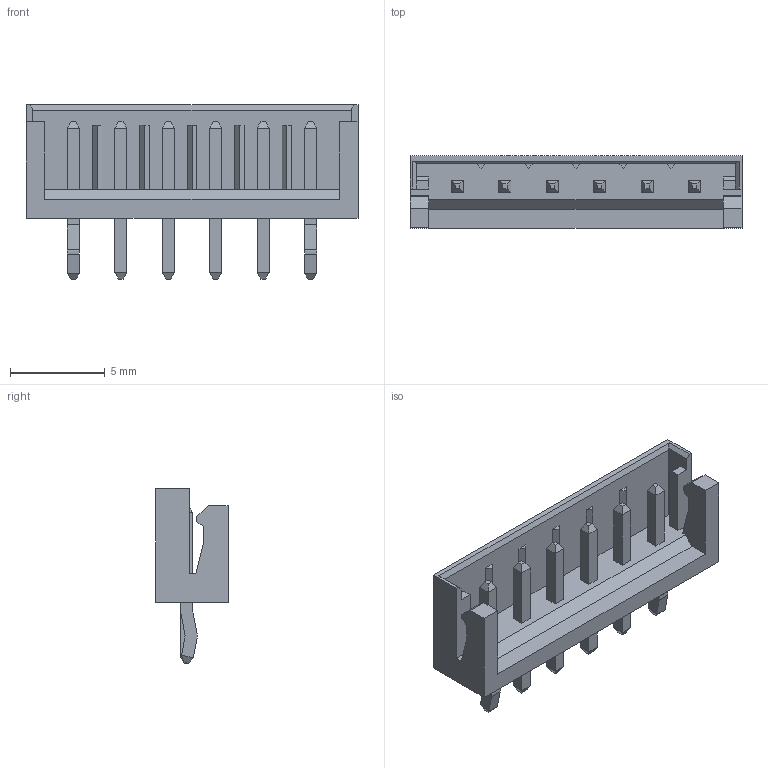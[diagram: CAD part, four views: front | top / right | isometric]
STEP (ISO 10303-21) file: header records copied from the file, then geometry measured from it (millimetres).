
FILE_DESCRIPTION( ( 'Unknown' ), '1' );
FILE_NAME( '68800611622.stp', 'Unknown', ( 'Unknown' ), ( 'Unknown' ), 'PSStep 21.0.46', 'Unknown', ' ' );
FILE_SCHEMA( ( 'AUTOMOTIVE_DESIGN { 1 0 10303 214 1 1 1 1 }' ) );
Length unit declared in the file: millimetre
Products named in the file (4): Assem1; Pin 1; Pin 2; 68800611622
Assembly tree (7 placements, depth 2):
  Assem1
    Pin 1  x2
    Pin 2  x4
    68800611622
Bounding box: 17.5 x 3.8 x 9.21 mm (x, y, z)
Volume: 154.4 mm3; surface area: 570.8 mm2
Topology: 7 solids, 7 shells, 262 faces, 660 edges, 424 vertices
Faces by surface type: plane 254, cylinder 8
Entity records: 6970 total; most frequent: CARTESIAN_POINT 974, ORIENTED_EDGE 952, DIRECTION 856, EDGE_CURVE 476, LINE 468, VECTOR 468, VERTEX_POINT 312, EDGE_LOOP 198
